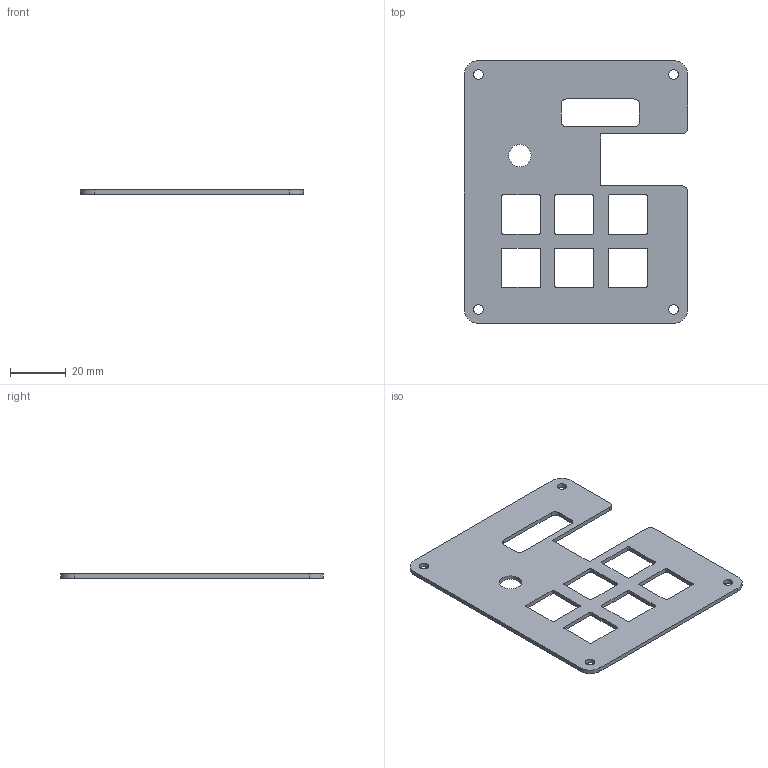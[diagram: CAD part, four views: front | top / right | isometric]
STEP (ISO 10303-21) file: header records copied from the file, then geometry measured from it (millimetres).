
FILE_DESCRIPTION(/* description */ (''),/* implementation_level */ '2;1');
FILE_NAME(/* name */ 'case top.step',/* time_stamp */ '2026-01-13T09:29:49+08:00',/* author */ (''),/* organization */ (''),/* preprocessor_version */ 'ST-DEVELOPER v20.1',/* originating_system */ 'Autodesk Translation Framework v14.21.0.0',/* authorisation */ '');
FILE_SCHEMA (('AUTOMOTIVE_DESIGN { 1 0 10303 214 3 1 1 }'));
Length unit declared in the file: millimetre
Products named in the file (2): final final really final 11 jan 2026 ver case hackpad bottom; latest top
Assembly tree (1 placements, depth 2):
  final final really final 11 jan 2026 ver case hackpad bottom
    latest top
Bounding box: 79.75 x 94 x 1.5 mm (x, y, z)
Volume: 8042.9 mm3; surface area: 12029.6 mm2
Topology: 1 solids, 1 shells, 77 faces, 225 edges, 150 vertices
Faces by surface type: cylinder 39, plane 38
Full cylindrical faces by diameter (mm): 3.4 x4, 8 x1
Entity records: 2701 total; most frequent: DIRECTION 465, CARTESIAN_POINT 456, ORIENTED_EDGE 450, EDGE_CURVE 225, AXIS2_PLACEMENT_3D 159, VERTEX_POINT 150, LINE 147, VECTOR 147
